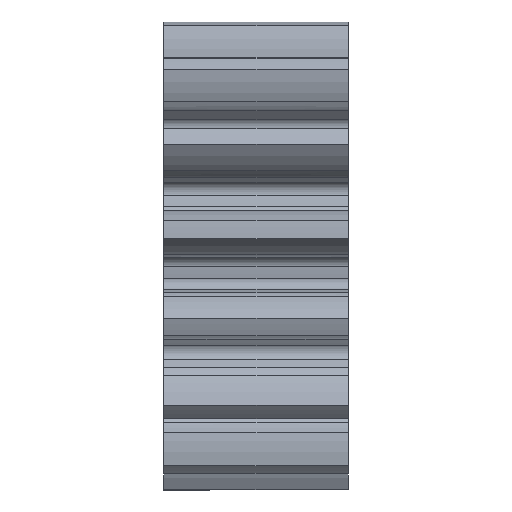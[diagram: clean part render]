
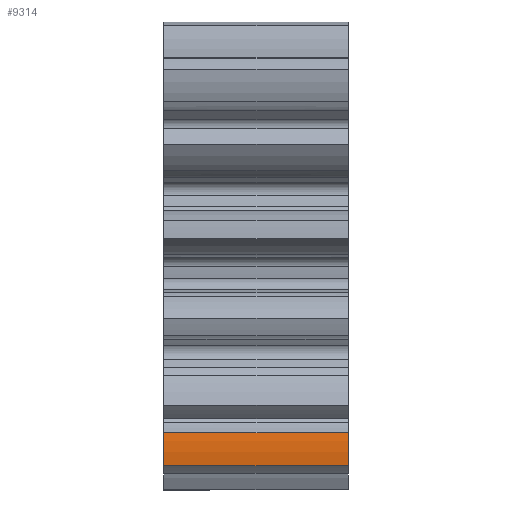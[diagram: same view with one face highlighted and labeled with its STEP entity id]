
A CAD part, front view. The second image highlights one B-rep face of the part: STEP entity #9314.
In plain terms, the highlighted face is a extrusion surface.
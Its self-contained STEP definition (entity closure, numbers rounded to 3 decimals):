
#72 = PLANE('',#73);
#73 = AXIS2_PLACEMENT_3D('',#74,#75,#76);
#74 = CARTESIAN_POINT('',(-20.,-2.368,-19.701));
#75 = DIRECTION('',(-1.,0.,0.));
#76 = DIRECTION('',(0.,0.,-1.));
#129 = PLANE('',#130);
#130 = AXIS2_PLACEMENT_3D('',#131,#132,#133);
#131 = CARTESIAN_POINT('',(0.,-2.368,
    -19.701));
#132 = DIRECTION('',(-1.,0.,0.));
#133 = DIRECTION('',(0.,0.,-1.));
#459 = VERTEX_POINT('',#460);
#460 = CARTESIAN_POINT('',(0.,-11.263,
    -22.882));
#479 = CYLINDRICAL_SURFACE('',#480,25.5);
#480 = AXIS2_PLACEMENT_3D('',#481,#482,#483);
#481 = CARTESIAN_POINT('',(0.,-0.001,
    -0.003));
#482 = DIRECTION('',(1.,0.,0.));
#483 = DIRECTION('',(0.,-0.442,-0.897)
  );
#491 = EDGE_CURVE('',#492,#459,#494,.T.);
#492 = VERTEX_POINT('',#493);
#493 = CARTESIAN_POINT('',(0.,-11.221,
    -19.327));
#494 = SURFACE_CURVE('',#495,(#500,#508),.PCURVE_S1.);
#495 = B_SPLINE_CURVE_WITH_KNOTS('',3,(#496,#497,#498,#499),
  .UNSPECIFIED.,.F.,.F.,(4,4),(0.,1.),.PIECEWISE_BEZIER_KNOTS.);
#496 = CARTESIAN_POINT('',(0.,-11.221,
    -19.327));
#497 = CARTESIAN_POINT('',(0.,-11.376,
    -20.115));
#498 = CARTESIAN_POINT('',(0.,-11.477,
    -21.297));
#499 = CARTESIAN_POINT('',(0.,-11.263,
    -22.882));
#500 = PCURVE('',#129,#501);
#501 = DEFINITIONAL_REPRESENTATION('',(#502),#507);
#502 = B_SPLINE_CURVE_WITH_KNOTS('',3,(#503,#504,#505,#506),
  .UNSPECIFIED.,.F.,.F.,(4,4),(0.,1.),.PIECEWISE_BEZIER_KNOTS.);
#503 = CARTESIAN_POINT('',(-0.374,8.853));
#504 = CARTESIAN_POINT('',(0.414,9.008));
#505 = CARTESIAN_POINT('',(1.595,9.109));
#506 = CARTESIAN_POINT('',(3.18,8.895));
#507 = ( GEOMETRIC_REPRESENTATION_CONTEXT(2) 
PARAMETRIC_REPRESENTATION_CONTEXT() REPRESENTATION_CONTEXT('2D SPACE',''
  ) );
#508 = PCURVE('',#509,#517);
#509 = SURFACE_OF_LINEAR_EXTRUSION('',#510,#515);
#510 = B_SPLINE_CURVE_WITH_KNOTS('',3,(#511,#512,#513,#514),
  .UNSPECIFIED.,.F.,.F.,(4,4),(0.,1.),.PIECEWISE_BEZIER_KNOTS.);
#511 = CARTESIAN_POINT('',(0.,-11.221,
    -19.327));
#512 = CARTESIAN_POINT('',(0.,-11.376,
    -20.115));
#513 = CARTESIAN_POINT('',(0.,-11.477,
    -21.297));
#514 = CARTESIAN_POINT('',(0.,-11.263,
    -22.882));
#515 = VECTOR('',#516,1.);
#516 = DIRECTION('',(1.,0.,0.));
#517 = DEFINITIONAL_REPRESENTATION('',(#518),#522);
#518 = LINE('',#519,#520);
#519 = CARTESIAN_POINT('',(0.,0.));
#520 = VECTOR('',#521,1.);
#521 = DIRECTION('',(1.,0.));
#522 = ( GEOMETRIC_REPRESENTATION_CONTEXT(2) 
PARAMETRIC_REPRESENTATION_CONTEXT() REPRESENTATION_CONTEXT('2D SPACE',''
  ) );
#542 = SURFACE_OF_LINEAR_EXTRUSION('',#543,#548);
#543 = B_SPLINE_CURVE_WITH_KNOTS('',3,(#544,#545,#546,#547),
  .UNSPECIFIED.,.F.,.F.,(4,4),(0.,1.),.PIECEWISE_BEZIER_KNOTS.);
#544 = CARTESIAN_POINT('',(0.,-10.867,
    -18.195));
#545 = CARTESIAN_POINT('',(0.,-10.926,
    -18.311));
#546 = CARTESIAN_POINT('',(0.,-11.088,
    -18.668));
#547 = CARTESIAN_POINT('',(0.,-11.221,
    -19.327));
#548 = VECTOR('',#549,1.);
#549 = DIRECTION('',(1.,0.,0.));
#5154 = VERTEX_POINT('',#5155);
#5155 = CARTESIAN_POINT('',(-20.,-11.263,-22.882));
#5181 = EDGE_CURVE('',#5182,#5154,#5184,.T.);
#5182 = VERTEX_POINT('',#5183);
#5183 = CARTESIAN_POINT('',(-20.,-11.221,-19.327));
#5184 = SURFACE_CURVE('',#5185,(#5190,#5198),.PCURVE_S1.);
#5185 = B_SPLINE_CURVE_WITH_KNOTS('',3,(#5186,#5187,#5188,#5189),
  .UNSPECIFIED.,.F.,.F.,(4,4),(0.,1.),.PIECEWISE_BEZIER_KNOTS.);
#5186 = CARTESIAN_POINT('',(-20.,-11.221,-19.327));
#5187 = CARTESIAN_POINT('',(-20.,-11.376,-20.115));
#5188 = CARTESIAN_POINT('',(-20.,-11.477,-21.297));
#5189 = CARTESIAN_POINT('',(-20.,-11.263,-22.882));
#5190 = PCURVE('',#72,#5191);
#5191 = DEFINITIONAL_REPRESENTATION('',(#5192),#5197);
#5192 = B_SPLINE_CURVE_WITH_KNOTS('',3,(#5193,#5194,#5195,#5196),
  .UNSPECIFIED.,.F.,.F.,(4,4),(0.,1.),.PIECEWISE_BEZIER_KNOTS.);
#5193 = CARTESIAN_POINT('',(-0.374,8.853));
#5194 = CARTESIAN_POINT('',(0.414,9.008));
#5195 = CARTESIAN_POINT('',(1.595,9.109));
#5196 = CARTESIAN_POINT('',(3.18,8.895));
#5197 = ( GEOMETRIC_REPRESENTATION_CONTEXT(2) 
PARAMETRIC_REPRESENTATION_CONTEXT() REPRESENTATION_CONTEXT('2D SPACE',''
  ) );
#5198 = PCURVE('',#509,#5199);
#5199 = DEFINITIONAL_REPRESENTATION('',(#5200),#5204);
#5200 = LINE('',#5201,#5202);
#5201 = CARTESIAN_POINT('',(0.,-20.));
#5202 = VECTOR('',#5203,1.);
#5203 = DIRECTION('',(1.,0.));
#5204 = ( GEOMETRIC_REPRESENTATION_CONTEXT(2) 
PARAMETRIC_REPRESENTATION_CONTEXT() REPRESENTATION_CONTEXT('2D SPACE',''
  ) );
#9264 = EDGE_CURVE('',#459,#5154,#9265,.T.);
#9265 = SURFACE_CURVE('',#9266,(#9270,#9277),.PCURVE_S1.);
#9266 = LINE('',#9267,#9268);
#9267 = CARTESIAN_POINT('',(0.,-11.263,
    -22.882));
#9268 = VECTOR('',#9269,1.);
#9269 = DIRECTION('',(-1.,0.,0.));
#9270 = PCURVE('',#479,#9271);
#9271 = DEFINITIONAL_REPRESENTATION('',(#9272),#9276);
#9272 = LINE('',#9273,#9274);
#9273 = CARTESIAN_POINT('',(0.,0.));
#9274 = VECTOR('',#9275,1.);
#9275 = DIRECTION('',(0.,-1.));
#9276 = ( GEOMETRIC_REPRESENTATION_CONTEXT(2) 
PARAMETRIC_REPRESENTATION_CONTEXT() REPRESENTATION_CONTEXT('2D SPACE',''
  ) );
#9277 = PCURVE('',#509,#9278);
#9278 = DEFINITIONAL_REPRESENTATION('',(#9279),#9283);
#9279 = LINE('',#9280,#9281);
#9280 = CARTESIAN_POINT('',(1.,0.));
#9281 = VECTOR('',#9282,1.);
#9282 = DIRECTION('',(0.,-1.));
#9283 = ( GEOMETRIC_REPRESENTATION_CONTEXT(2) 
PARAMETRIC_REPRESENTATION_CONTEXT() REPRESENTATION_CONTEXT('2D SPACE',''
  ) );
#9314 = ADVANCED_FACE('',(#9315),#509,.T.);
#9315 = FACE_BOUND('',#9316,.T.);
#9316 = EDGE_LOOP('',(#9317,#9338,#9339,#9340));
#9317 = ORIENTED_EDGE('',*,*,#9318,.T.);
#9318 = EDGE_CURVE('',#492,#5182,#9319,.T.);
#9319 = SURFACE_CURVE('',#9320,(#9324,#9331),.PCURVE_S1.);
#9320 = LINE('',#9321,#9322);
#9321 = CARTESIAN_POINT('',(0.,-11.221,
    -19.327));
#9322 = VECTOR('',#9323,1.);
#9323 = DIRECTION('',(-1.,0.,0.));
#9324 = PCURVE('',#509,#9325);
#9325 = DEFINITIONAL_REPRESENTATION('',(#9326),#9330);
#9326 = LINE('',#9327,#9328);
#9327 = CARTESIAN_POINT('',(0.,0.));
#9328 = VECTOR('',#9329,1.);
#9329 = DIRECTION('',(0.,-1.));
#9330 = ( GEOMETRIC_REPRESENTATION_CONTEXT(2) 
PARAMETRIC_REPRESENTATION_CONTEXT() REPRESENTATION_CONTEXT('2D SPACE',''
  ) );
#9331 = PCURVE('',#542,#9332);
#9332 = DEFINITIONAL_REPRESENTATION('',(#9333),#9337);
#9333 = LINE('',#9334,#9335);
#9334 = CARTESIAN_POINT('',(1.,0.));
#9335 = VECTOR('',#9336,1.);
#9336 = DIRECTION('',(0.,-1.));
#9337 = ( GEOMETRIC_REPRESENTATION_CONTEXT(2) 
PARAMETRIC_REPRESENTATION_CONTEXT() REPRESENTATION_CONTEXT('2D SPACE',''
  ) );
#9338 = ORIENTED_EDGE('',*,*,#5181,.T.);
#9339 = ORIENTED_EDGE('',*,*,#9264,.F.);
#9340 = ORIENTED_EDGE('',*,*,#491,.F.);
